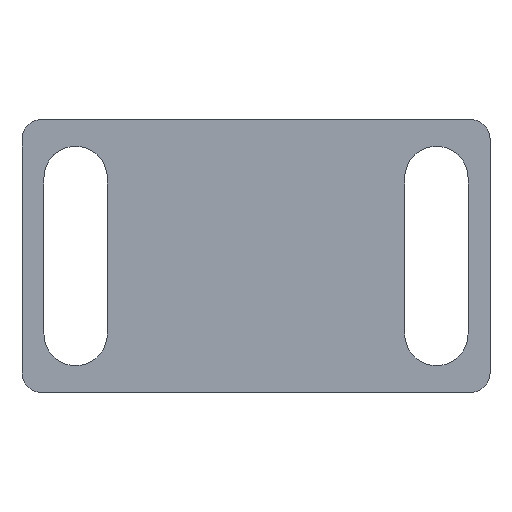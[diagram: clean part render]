
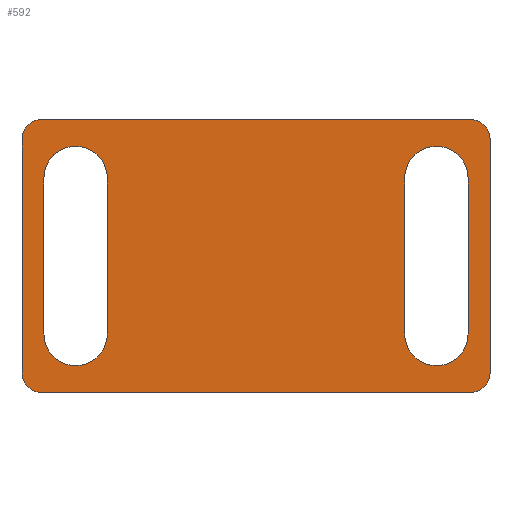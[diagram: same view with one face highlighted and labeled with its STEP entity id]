
A CAD part, top view. The second image highlights one B-rep face of the part: STEP entity #592.
In plain terms, the highlighted planar face has unit normal (0, 0, 1).
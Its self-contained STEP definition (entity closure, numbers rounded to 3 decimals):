
#7 = ORIENTED_EDGE ( 'NONE', *, *, #544, .T. ) ;
#9 = AXIS2_PLACEMENT_3D ( 'NONE', #289, #484, #286 ) ;
#10 = ORIENTED_EDGE ( 'NONE', *, *, #535, .T. ) ;
#20 = DIRECTION ( 'NONE',  ( 0., -1., 0. ) ) ;
#27 = LINE ( 'NONE', #89, #517 ) ;
#33 = CARTESIAN_POINT ( 'NONE',  ( -22., 14., 4. ) ) ;
#37 = EDGE_CURVE ( 'NONE', #486, #193, #163, .T. ) ;
#38 = ORIENTED_EDGE ( 'NONE', *, *, #67, .T. ) ;
#41 = FACE_BOUND ( 'NONE', #416, .T. ) ;
#44 = CARTESIAN_POINT ( 'NONE',  ( 24., 14., 4. ) ) ;
#55 = VERTEX_POINT ( 'NONE', #133 ) ;
#58 = CARTESIAN_POINT ( 'NONE',  ( 15.25, 8., 4. ) ) ;
#61 = FACE_OUTER_BOUND ( 'NONE', #104, .T. ) ;
#67 = EDGE_CURVE ( 'NONE', #302, #311, #27, .T. ) ;
#69 = CARTESIAN_POINT ( 'NONE',  ( -21.75, 8., 4. ) ) ;
#75 = EDGE_CURVE ( 'NONE', #311, #586, #132, .T. ) ;
#76 = ORIENTED_EDGE ( 'NONE', *, *, #569, .T. ) ;
#89 = CARTESIAN_POINT ( 'NONE',  ( 24., -14., 4. ) ) ;
#93 = LINE ( 'NONE', #580, #103 ) ;
#96 = CARTESIAN_POINT ( 'NONE',  ( -18.5, -8., 4. ) ) ;
#100 = DIRECTION ( 'NONE',  ( 0., 0., 1. ) ) ;
#103 = VECTOR ( 'NONE', #342, 1000. ) ;
#104 = EDGE_LOOP ( 'NONE', ( #7, #398, #283, #262, #225, #76, #38, #408 ) ) ;
#107 = EDGE_LOOP ( 'NONE', ( #134, #601, #206, #352 ) ) ;
#115 = CIRCLE ( 'NONE', #217, 3.25 ) ;
#116 = CARTESIAN_POINT ( 'NONE',  ( -24., 12., 4. ) ) ;
#121 = CARTESIAN_POINT ( 'NONE',  ( -22., -12., 4. ) ) ;
#123 = CARTESIAN_POINT ( 'NONE',  ( 24., -12., 4. ) ) ;
#127 = DIRECTION ( 'NONE',  ( 0., 0., 1. ) ) ;
#132 = CIRCLE ( 'NONE', #320, 2. ) ;
#133 = CARTESIAN_POINT ( 'NONE',  ( 15.25, -8., 4. ) ) ;
#134 = ORIENTED_EDGE ( 'NONE', *, *, #37, .T. ) ;
#136 = VECTOR ( 'NONE', #267, 1000. ) ;
#147 = EDGE_CURVE ( 'NONE', #204, #579, #115, .T. ) ;
#148 = DIRECTION ( 'NONE',  ( 0., 0., -1. ) ) ;
#150 = EDGE_CURVE ( 'NONE', #364, #227, #611, .T. ) ;
#151 = DIRECTION ( 'NONE',  ( -1., 0., 0. ) ) ;
#152 = CIRCLE ( 'NONE', #396, 2. ) ;
#159 = LINE ( 'NONE', #274, #136 ) ;
#161 = LINE ( 'NONE', #505, #554 ) ;
#163 = CIRCLE ( 'NONE', #350, 3.25 ) ;
#164 = CARTESIAN_POINT ( 'NONE',  ( 24., 14., 4. ) ) ;
#173 = CARTESIAN_POINT ( 'NONE',  ( -21.75, -8., 4. ) ) ;
#176 = FACE_BOUND ( 'NONE', #107, .T. ) ;
#177 = VECTOR ( 'NONE', #498, 1000. ) ;
#178 = VERTEX_POINT ( 'NONE', #619 ) ;
#183 = EDGE_CURVE ( 'NONE', #464, #55, #468, .T. ) ;
#187 = DIRECTION ( 'NONE',  ( 0., 0., -1. ) ) ;
#193 = VERTEX_POINT ( 'NONE', #377 ) ;
#196 = CARTESIAN_POINT ( 'NONE',  ( 22., 14., 4. ) ) ;
#200 = CARTESIAN_POINT ( 'NONE',  ( -15.25, -8., 4. ) ) ;
#202 = ORIENTED_EDGE ( 'NONE', *, *, #451, .T. ) ;
#204 = VERTEX_POINT ( 'NONE', #200 ) ;
#206 = ORIENTED_EDGE ( 'NONE', *, *, #147, .T. ) ;
#207 = AXIS2_PLACEMENT_3D ( 'NONE', #584, #491, #151 ) ;
#212 = CARTESIAN_POINT ( 'NONE',  ( -21.75, 14., 4. ) ) ;
#217 = AXIS2_PLACEMENT_3D ( 'NONE', #96, #148, #235 ) ;
#225 = ORIENTED_EDGE ( 'NONE', *, *, #325, .T. ) ;
#227 = VERTEX_POINT ( 'NONE', #196 ) ;
#235 = DIRECTION ( 'NONE',  ( 1., 0., 0. ) ) ;
#244 = DIRECTION ( 'NONE',  ( -1., 0., 0. ) ) ;
#262 = ORIENTED_EDGE ( 'NONE', *, *, #372, .T. ) ;
#267 = DIRECTION ( 'NONE',  ( 0., 1., 0. ) ) ;
#269 = DIRECTION ( 'NONE',  ( -1., 0., 0. ) ) ;
#270 = ORIENTED_EDGE ( 'NONE', *, *, #613, .T. ) ;
#271 = ORIENTED_EDGE ( 'NONE', *, *, #183, .T. ) ;
#272 = DIRECTION ( 'NONE',  ( 0., 1., 0. ) ) ;
#274 = CARTESIAN_POINT ( 'NONE',  ( 24., 14., 4. ) ) ;
#276 = CARTESIAN_POINT ( 'NONE',  ( 22., -12., 4. ) ) ;
#282 = LINE ( 'NONE', #604, #443 ) ;
#283 = ORIENTED_EDGE ( 'NONE', *, *, #494, .T. ) ;
#285 = CARTESIAN_POINT ( 'NONE',  ( 22., 12., 4. ) ) ;
#286 = DIRECTION ( 'NONE',  ( 1., 0., 0. ) ) ;
#289 = CARTESIAN_POINT ( 'NONE',  ( 18.5, 8., 4. ) ) ;
#295 = DIRECTION ( 'NONE',  ( 1., 0., 0. ) ) ;
#302 = VERTEX_POINT ( 'NONE', #587 ) ;
#303 = DIRECTION ( 'NONE',  ( 0., -1., 0. ) ) ;
#308 = CARTESIAN_POINT ( 'NONE',  ( 21.75, -8., 4. ) ) ;
#311 = VERTEX_POINT ( 'NONE', #388 ) ;
#320 = AXIS2_PLACEMENT_3D ( 'NONE', #276, #563, #609 ) ;
#325 = EDGE_CURVE ( 'NONE', #441, #178, #610, .T. ) ;
#330 = DIRECTION ( 'NONE',  ( 0., 0., 1. ) ) ;
#338 = DIRECTION ( 'NONE',  ( 1., 0., 0. ) ) ;
#342 = DIRECTION ( 'NONE',  ( 0., -1., 0. ) ) ;
#350 = AXIS2_PLACEMENT_3D ( 'NONE', #469, #187, #373 ) ;
#352 = ORIENTED_EDGE ( 'NONE', *, *, #470, .T. ) ;
#355 = EDGE_CURVE ( 'NONE', #193, #204, #93, .T. ) ;
#362 = VECTOR ( 'NONE', #303, 1000. ) ;
#364 = VERTEX_POINT ( 'NONE', #532 ) ;
#368 = CIRCLE ( 'NONE', #207, 2. ) ;
#369 = AXIS2_PLACEMENT_3D ( 'NONE', #429, #481, #338 ) ;
#370 = VERTEX_POINT ( 'NONE', #58 ) ;
#372 = EDGE_CURVE ( 'NONE', #543, #441, #368, .T. ) ;
#373 = DIRECTION ( 'NONE',  ( 1., 0., 0. ) ) ;
#377 = CARTESIAN_POINT ( 'NONE',  ( -15.25, 8., 4. ) ) ;
#385 = VERTEX_POINT ( 'NONE', #395 ) ;
#388 = CARTESIAN_POINT ( 'NONE',  ( 22., -14., 4. ) ) ;
#392 = CIRCLE ( 'NONE', #9, 3.25 ) ;
#395 = CARTESIAN_POINT ( 'NONE',  ( 21.75, 8., 4. ) ) ;
#396 = AXIS2_PLACEMENT_3D ( 'NONE', #121, #127, #269 ) ;
#398 = ORIENTED_EDGE ( 'NONE', *, *, #150, .T. ) ;
#408 = ORIENTED_EDGE ( 'NONE', *, *, #75, .T. ) ;
#416 = EDGE_LOOP ( 'NONE', ( #271, #10, #270, #202 ) ) ;
#429 = CARTESIAN_POINT ( 'NONE',  ( 18.5, -8., 4. ) ) ;
#441 = VERTEX_POINT ( 'NONE', #116 ) ;
#443 = VECTOR ( 'NONE', #272, 1000. ) ;
#450 = DIRECTION ( 'NONE',  ( -1., 0., 0. ) ) ;
#451 = EDGE_CURVE ( 'NONE', #385, #464, #161, .T. ) ;
#464 = VERTEX_POINT ( 'NONE', #308 ) ;
#465 = DIRECTION ( 'NONE',  ( 1., 0., 0. ) ) ;
#466 = VECTOR ( 'NONE', #450, 1000. ) ;
#467 = AXIS2_PLACEMENT_3D ( 'NONE', #44, #100, #295 ) ;
#468 = CIRCLE ( 'NONE', #369, 3.25 ) ;
#469 = CARTESIAN_POINT ( 'NONE',  ( -18.5, 8., 4. ) ) ;
#470 = EDGE_CURVE ( 'NONE', #579, #486, #496, .T. ) ;
#481 = DIRECTION ( 'NONE',  ( 0., 0., -1. ) ) ;
#484 = DIRECTION ( 'NONE',  ( 0., 0., -1. ) ) ;
#486 = VERTEX_POINT ( 'NONE', #69 ) ;
#491 = DIRECTION ( 'NONE',  ( 0., 0., 1. ) ) ;
#494 = EDGE_CURVE ( 'NONE', #227, #543, #582, .T. ) ;
#496 = LINE ( 'NONE', #212, #177 ) ;
#498 = DIRECTION ( 'NONE',  ( 0., 1., 0. ) ) ;
#505 = CARTESIAN_POINT ( 'NONE',  ( 21.75, 14., 4. ) ) ;
#517 = VECTOR ( 'NONE', #465, 1000. ) ;
#527 = PLANE ( 'NONE',  #467 ) ;
#532 = CARTESIAN_POINT ( 'NONE',  ( 24., 12., 4. ) ) ;
#535 = EDGE_CURVE ( 'NONE', #55, #370, #282, .T. ) ;
#543 = VERTEX_POINT ( 'NONE', #33 ) ;
#544 = EDGE_CURVE ( 'NONE', #586, #364, #159, .T. ) ;
#554 = VECTOR ( 'NONE', #20, 1000. ) ;
#563 = DIRECTION ( 'NONE',  ( 0., 0., 1. ) ) ;
#569 = EDGE_CURVE ( 'NONE', #178, #302, #152, .T. ) ;
#579 = VERTEX_POINT ( 'NONE', #173 ) ;
#580 = CARTESIAN_POINT ( 'NONE',  ( -15.25, 14., 4. ) ) ;
#582 = LINE ( 'NONE', #164, #466 ) ;
#584 = CARTESIAN_POINT ( 'NONE',  ( -22., 12., 4. ) ) ;
#585 = CARTESIAN_POINT ( 'NONE',  ( -24., 14., 4. ) ) ;
#586 = VERTEX_POINT ( 'NONE', #123 ) ;
#587 = CARTESIAN_POINT ( 'NONE',  ( -22., -14., 4. ) ) ;
#592 = ADVANCED_FACE ( 'NONE', ( #41, #176, #61 ), #527, .T. ) ;
#600 = AXIS2_PLACEMENT_3D ( 'NONE', #285, #330, #244 ) ;
#601 = ORIENTED_EDGE ( 'NONE', *, *, #355, .T. ) ;
#604 = CARTESIAN_POINT ( 'NONE',  ( 15.25, 14., 4. ) ) ;
#609 = DIRECTION ( 'NONE',  ( -1., 0., 0. ) ) ;
#610 = LINE ( 'NONE', #585, #362 ) ;
#611 = CIRCLE ( 'NONE', #600, 2. ) ;
#613 = EDGE_CURVE ( 'NONE', #370, #385, #392, .T. ) ;
#619 = CARTESIAN_POINT ( 'NONE',  ( -24., -12., 4. ) ) ;
